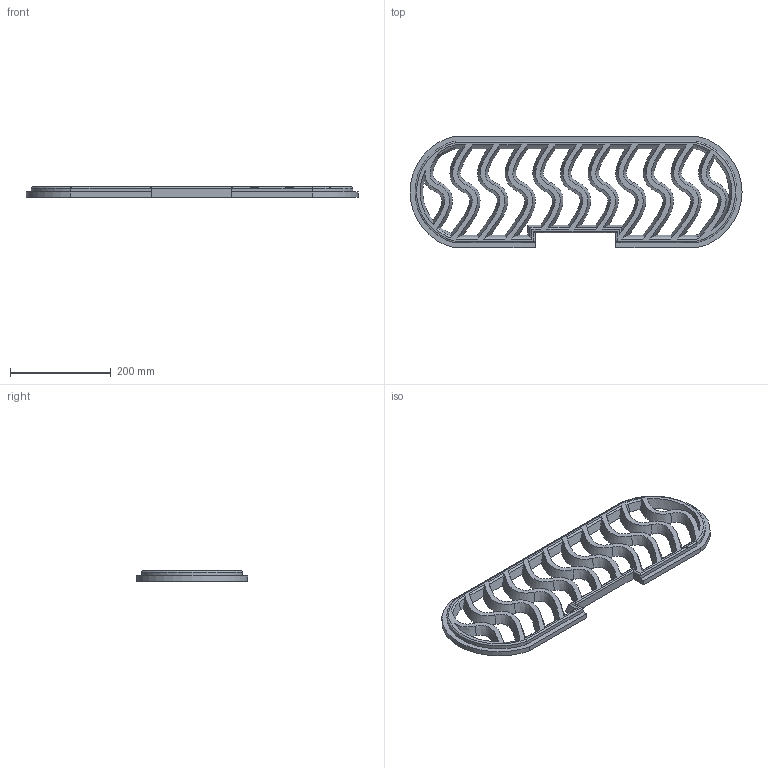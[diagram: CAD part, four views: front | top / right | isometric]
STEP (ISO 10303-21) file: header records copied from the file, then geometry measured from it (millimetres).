
FILE_DESCRIPTION(/* description */ (''),/* implementation_level */ '2;1');
FILE_NAME(/* name */ 'SteemPi Side Panel Body (SquidVer).step',/* time_stamp */ '2017-12-12T23:01:04-05:00',/* author */ (''),/* organization */ (''),/* preprocessor_version */ 'ST-DEVELOPER v16.13',/* originating_system */ 'Autodesk Translation Framework v6.5.0.72',/* authorisation */ '');
FILE_SCHEMA (('AUTOMOTIVE_DESIGN { 1 0 10303 214 3 1 1 }'));
Length unit declared in the file: millimetre
Products named in the file (1): Side Panel Body
Bounding box: 659.02 x 221.92 x 20 mm (x, y, z)
Volume: 1167063.3 mm3; surface area: 267977.2 mm2
Topology: 1 solids, 1 shells, 122 faces, 386 edges, 266 vertices
Faces by surface type: plane 56, bspline 52, cone 10, cylinder 4
Entity records: 8694 total; most frequent: CARTESIAN_POINT 5794, ORIENTED_EDGE 772, EDGE_CURVE 386, DIRECTION 305, VERTEX_POINT 266, B_SPLINE_CURVE_WITH_KNOTS 246, EDGE_LOOP 146, FACE_OUTER_BOUND 122
